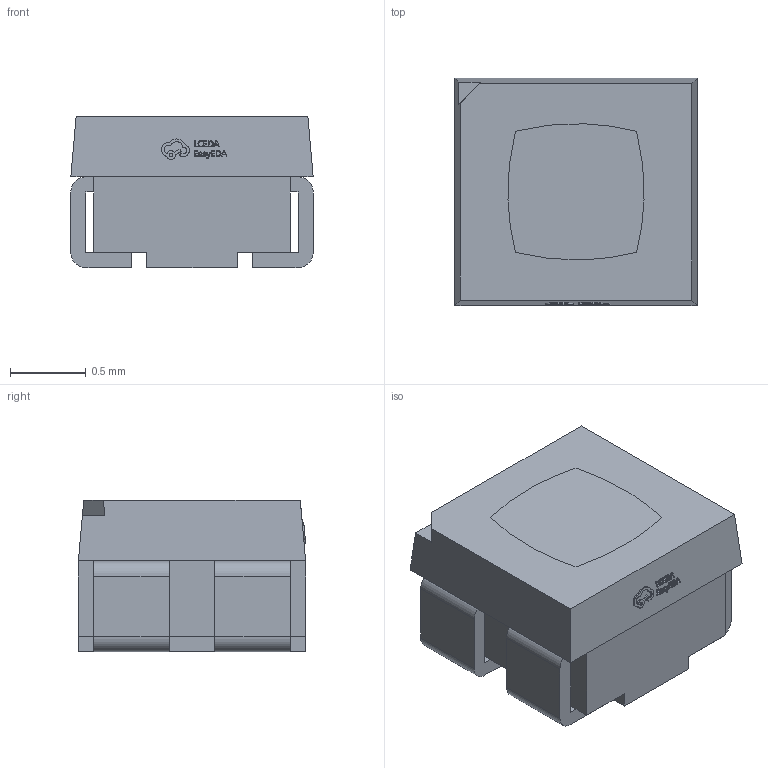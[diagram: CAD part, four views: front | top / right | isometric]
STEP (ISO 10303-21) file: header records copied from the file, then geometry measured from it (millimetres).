
FILE_DESCRIPTION (( 'STEP AP214' ), '1' );
FILE_NAME ('LED-ARRAY-SMD_4P-L1.6-W1.5-TL_NH-B1515RGBA.step', '2022-07-08T11:16:42', ( '' ), ( '' ), 'SwSTEP 2.0', 'SolidWorks 2020', '' );
FILE_SCHEMA (( 'AUTOMOTIVE_DESIGN' ));
Length unit declared in the file: millimetre
Products named in the file (1): LED-ARRAY-SMD_4P-L1.6-W1.5-TL_NH-B1515RGBA
Bounding box: 1.6 x 1.5 x 1 mm (x, y, z)
Volume: 2.1 mm3; surface area: 17.8 mm2
Topology: 4 solids, 4 shells, 359 faces, 973 edges, 646 vertices
Faces by surface type: plane 229, bspline 120, cylinder 10
Entity records: 16354 total; most frequent: CARTESIAN_POINT 4155, ORIENTED_EDGE 1946, DIRECTION 1229, EDGE_CURVE 973, VECTOR 709, LINE 709, VERTEX_POINT 646, EDGE_LOOP 387
